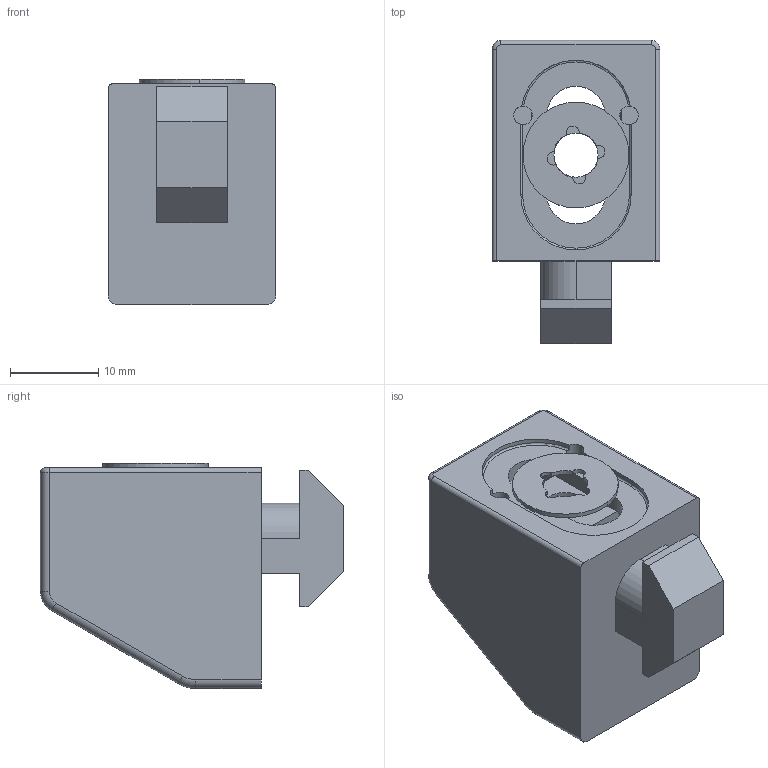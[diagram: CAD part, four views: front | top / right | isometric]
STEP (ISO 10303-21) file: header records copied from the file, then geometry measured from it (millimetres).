
FILE_DESCRIPTION (( 'STEP AP214' ), '1' );
FILE_NAME ('094003csm6.STEP', '2014-08-19T07:31:07', ( '' ), ( '' ), 'SwSTEP 2.0', 'SolidWorks 2014', '' );
FILE_SCHEMA (( 'AUTOMOTIVE_DESIGN' ));
Length unit declared in the file: millimetre
Products named in the file (4): 093166_093 166; 340me320_340me320; 094003cs_094003cs; 094003csm6
Assembly tree (3 placements, depth 2):
  094003csm6
    094003cs_094003cs
    340me320_340me320
    093166_093 166
Bounding box: 19 x 34.35 x 25.5 mm (x, y, z)
Volume: 6094.7 mm3; surface area: 5009.3 mm2
Topology: 3 solids, 3 shells, 129 faces, 338 edges, 218 vertices
Faces by surface type: plane 72, cylinder 45, torus 12
Entity records: 4168 total; most frequent: CARTESIAN_POINT 721, DIRECTION 704, ORIENTED_EDGE 676, EDGE_CURVE 338, AXIS2_PLACEMENT_3D 237, VECTOR 230, LINE 230, VERTEX_POINT 218
